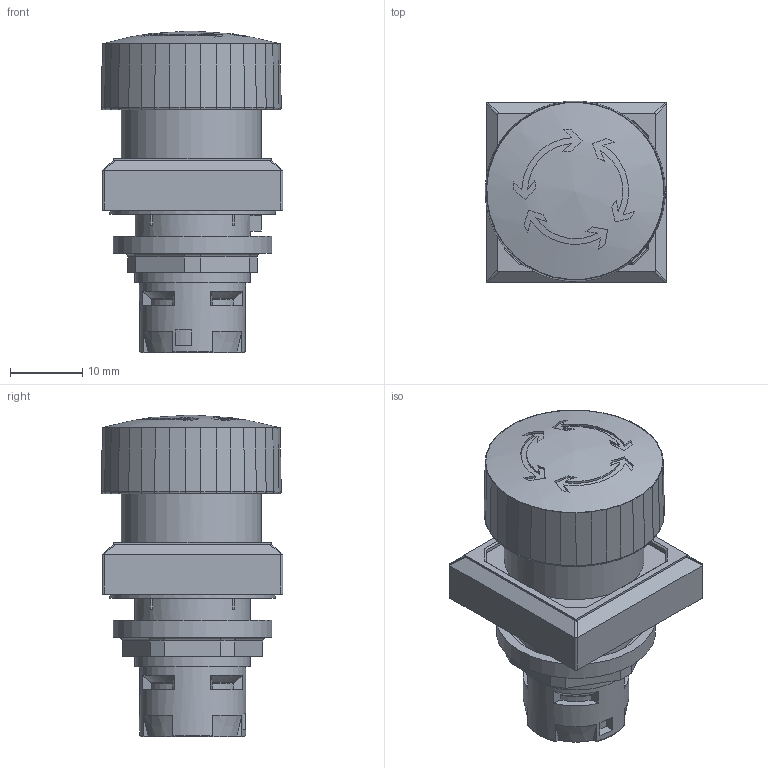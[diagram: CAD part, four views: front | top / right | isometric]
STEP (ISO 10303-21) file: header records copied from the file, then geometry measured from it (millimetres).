
FILE_DESCRIPTION(/* description */ (''),/* implementation_level */ '2;1');
FILE_NAME(/* name */ 'OKUV(GB).stp',/* time_stamp */ '2017-08-21T11:42:38+02:00',/* author */ ('mharscher'),/* organization */ (''),/* preprocessor_version */ 'ST-DEVELOPER v16.1',/* originating_system */ 'Autodesk Inventor 2016',/* authorisation */ '');
FILE_SCHEMA (('AUTOMOTIVE_DESIGN { 1 0 10303 214 3 1 1 }'));
Length unit declared in the file: centimetre
Products named in the file (1): OKUV(GB)
Bounding box: 25.14 x 25.14 x 44.61 mm (x, y, z)
Volume: 13944.5 mm3; surface area: 6803.8 mm2
Topology: 1 solids, 2 shells, 370 faces, 961 edges, 608 vertices
Faces by surface type: plane 256, cylinder 84, cone 14, torus 9, sphere 5, bspline 2
Full cylindrical faces by diameter (mm): 14.7 x1, 16 x2, 16.15 x1, 16.5 x1, 17.548 x1, 19.4 x1, 19.5 x1, 22 x1, 23 x1
Entity records: 11250 total; most frequent: CARTESIAN_POINT 2175, DIRECTION 1914, ORIENTED_EDGE 1864, EDGE_CURVE 932, AXIS2_PLACEMENT_3D 653, LINE 608, VECTOR 608, VERTEX_POINT 598
